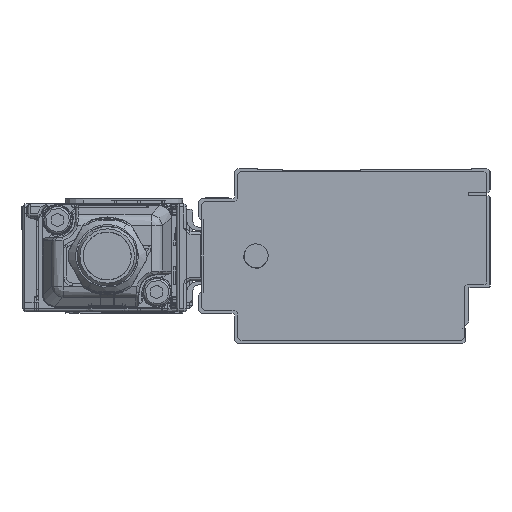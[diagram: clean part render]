
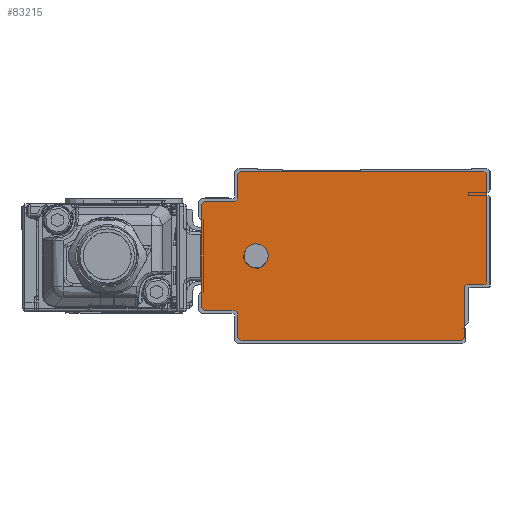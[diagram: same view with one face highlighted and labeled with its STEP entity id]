
A CAD part, left-side view. The second image highlights one B-rep face of the part: STEP entity #83215.
In plain terms, the highlighted planar face has unit normal (-1, 0, 0).
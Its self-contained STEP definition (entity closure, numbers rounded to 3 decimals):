
#80583=AXIS2_PLACEMENT_3D('Circle Axis2P3D',#80581,#80582,$) ;
#80621=AXIS2_PLACEMENT_3D('Circle Axis2P3D',#80619,#80620,$) ;
#80659=AXIS2_PLACEMENT_3D('Circle Axis2P3D',#80657,#80658,$) ;
#80697=AXIS2_PLACEMENT_3D('Circle Axis2P3D',#80695,#80696,$) ;
#83098=AXIS2_PLACEMENT_3D('Plane Axis2P3D',#83095,#83096,#83097) ;
#83102=AXIS2_PLACEMENT_3D('Circle Axis2P3D',#83100,#83101,$) ;
#83116=AXIS2_PLACEMENT_3D('Circle Axis2P3D',#83114,#83115,$) ;
#83130=AXIS2_PLACEMENT_3D('Circle Axis2P3D',#83128,#83129,$) ;
#83144=AXIS2_PLACEMENT_3D('Circle Axis2P3D',#83142,#83143,$) ;
#83158=AXIS2_PLACEMENT_3D('Circle Axis2P3D',#83156,#83157,$) ;
#83172=AXIS2_PLACEMENT_3D('Circle Axis2P3D',#83170,#83171,$) ;
#83199=AXIS2_PLACEMENT_3D('Circle Axis2P3D',#83197,#83198,$) ;
#83208=AXIS2_PLACEMENT_3D('Circle Axis2P3D',#83206,#83207,$) ;
#80539=CARTESIAN_POINT('Line Origine',(-2975.5,44.,14.5)) ;
#80543=CARTESIAN_POINT('Vertex',(-2975.5,44.,6.)) ;
#80545=CARTESIAN_POINT('Vertex',(-2975.5,44.,23.)) ;
#80581=CARTESIAN_POINT('Axis2P3D Location',(-2975.5,43.5,23.)) ;
#80585=CARTESIAN_POINT('Vertex',(-2975.5,43.5,23.5)) ;
#80600=CARTESIAN_POINT('Line Origine',(-2975.5,41.25,23.5)) ;
#80604=CARTESIAN_POINT('Vertex',(-2975.5,39.,23.5)) ;
#80619=CARTESIAN_POINT('Axis2P3D Location',(-2975.5,39.,24.5)) ;
#80623=CARTESIAN_POINT('Vertex',(-2975.5,38.,24.5)) ;
#80638=CARTESIAN_POINT('Line Origine',(-2975.5,38.,26.25)) ;
#80642=CARTESIAN_POINT('Vertex',(-2975.5,38.,28.)) ;
#80657=CARTESIAN_POINT('Axis2P3D Location',(-2975.5,37.5,28.)) ;
#80661=CARTESIAN_POINT('Vertex',(-2975.5,37.5,28.5)) ;
#80676=CARTESIAN_POINT('Line Origine',(-2975.5,17.25,28.5)) ;
#80680=CARTESIAN_POINT('Vertex',(-2975.5,-3.,28.5)) ;
#80695=CARTESIAN_POINT('Axis2P3D Location',(-2975.5,-3.,28.)) ;
#80699=CARTESIAN_POINT('Vertex',(-2975.5,-3.5,28.)) ;
#80714=CARTESIAN_POINT('Line Origine',(-2975.5,-3.5,19.1)) ;
#80718=CARTESIAN_POINT('Vertex',(-2975.5,-3.5,10.2)) ;
#83095=CARTESIAN_POINT('Axis2P3D Location',(-2975.5,0.,0.)) ;
#83100=CARTESIAN_POINT('Axis2P3D Location',(-2975.5,43.5,6.)) ;
#83104=CARTESIAN_POINT('Vertex',(-2975.5,43.5,5.5)) ;
#83107=CARTESIAN_POINT('Line Origine',(-2975.5,41.25,5.5)) ;
#83111=CARTESIAN_POINT('Vertex',(-2975.5,39.,5.5)) ;
#83114=CARTESIAN_POINT('Axis2P3D Location',(-2975.5,39.,4.5)) ;
#83118=CARTESIAN_POINT('Vertex',(-2975.5,38.,4.5)) ;
#83121=CARTESIAN_POINT('Line Origine',(-2975.5,38.,2.75)) ;
#83125=CARTESIAN_POINT('Vertex',(-2975.5,38.,1.)) ;
#83128=CARTESIAN_POINT('Axis2P3D Location',(-2975.5,37.5,1.)) ;
#83132=CARTESIAN_POINT('Vertex',(-2975.5,37.5,0.5)) ;
#83135=CARTESIAN_POINT('Line Origine',(-2975.5,19.15,0.5)) ;
#83139=CARTESIAN_POINT('Vertex',(-2975.5,0.8,0.5)) ;
#83142=CARTESIAN_POINT('Axis2P3D Location',(-2975.5,0.8,1.)) ;
#83146=CARTESIAN_POINT('Vertex',(-2975.5,0.3,1.)) ;
#83149=CARTESIAN_POINT('Line Origine',(-2975.5,0.3,5.1)) ;
#83153=CARTESIAN_POINT('Vertex',(-2975.5,0.3,9.2)) ;
#83156=CARTESIAN_POINT('Axis2P3D Location',(-2975.5,-0.2,9.2)) ;
#83160=CARTESIAN_POINT('Vertex',(-2975.5,-0.2,9.7)) ;
#83163=CARTESIAN_POINT('Line Origine',(-2975.5,-1.6,9.7)) ;
#83167=CARTESIAN_POINT('Vertex',(-2975.5,-3.,9.7)) ;
#83170=CARTESIAN_POINT('Axis2P3D Location',(-2975.5,-3.,10.2)) ;
#83197=CARTESIAN_POINT('Axis2P3D Location',(-2975.5,35.,14.5)) ;
#83201=CARTESIAN_POINT('Vertex',(-2975.5,33.186,13.509)) ;
#83203=CARTESIAN_POINT('Vertex',(-2975.5,36.814,15.491)) ;
#83206=CARTESIAN_POINT('Axis2P3D Location',(-2975.5,35.,14.5)) ;
#80540=DIRECTION('Vector Direction',(0.,0.,1.)) ;
#80582=DIRECTION('Axis2P3D Direction',(1.,0.,0.)) ;
#80601=DIRECTION('Vector Direction',(0.,1.,0.)) ;
#80620=DIRECTION('Axis2P3D Direction',(1.,0.,0.)) ;
#80639=DIRECTION('Vector Direction',(0.,0.,1.)) ;
#80658=DIRECTION('Axis2P3D Direction',(1.,0.,0.)) ;
#80677=DIRECTION('Vector Direction',(0.,1.,0.)) ;
#80696=DIRECTION('Axis2P3D Direction',(1.,0.,-0.)) ;
#80715=DIRECTION('Vector Direction',(0.,0.,-1.)) ;
#83096=DIRECTION('Axis2P3D Direction',(1.,0.,0.)) ;
#83097=DIRECTION('Axis2P3D XDirection',(0.,1.,0.)) ;
#83101=DIRECTION('Axis2P3D Direction',(1.,0.,0.)) ;
#83108=DIRECTION('Vector Direction',(0.,-1.,0.)) ;
#83115=DIRECTION('Axis2P3D Direction',(1.,0.,0.)) ;
#83122=DIRECTION('Vector Direction',(0.,0.,1.)) ;
#83129=DIRECTION('Axis2P3D Direction',(1.,0.,0.)) ;
#83136=DIRECTION('Vector Direction',(0.,-1.,0.)) ;
#83143=DIRECTION('Axis2P3D Direction',(1.,0.,0.)) ;
#83150=DIRECTION('Vector Direction',(0.,0.,-1.)) ;
#83157=DIRECTION('Axis2P3D Direction',(1.,0.,0.)) ;
#83164=DIRECTION('Vector Direction',(0.,1.,0.)) ;
#83171=DIRECTION('Axis2P3D Direction',(1.,0.,0.)) ;
#83198=DIRECTION('Axis2P3D Direction',(1.,0.,0.)) ;
#83207=DIRECTION('Axis2P3D Direction',(1.,0.,0.)) ;
#80541=VECTOR('Line Direction',#80540,1.) ;
#80602=VECTOR('Line Direction',#80601,1.) ;
#80640=VECTOR('Line Direction',#80639,1.) ;
#80678=VECTOR('Line Direction',#80677,1.) ;
#80716=VECTOR('Line Direction',#80715,1.) ;
#83109=VECTOR('Line Direction',#83108,1.) ;
#83123=VECTOR('Line Direction',#83122,1.) ;
#83137=VECTOR('Line Direction',#83136,1.) ;
#83151=VECTOR('Line Direction',#83150,1.) ;
#83165=VECTOR('Line Direction',#83164,1.) ;
#83176=ORIENTED_EDGE('',*,*,#80682,.F.) ;
#83177=ORIENTED_EDGE('',*,*,#80663,.F.) ;
#83178=ORIENTED_EDGE('',*,*,#80644,.F.) ;
#83179=ORIENTED_EDGE('',*,*,#80625,.F.) ;
#83180=ORIENTED_EDGE('',*,*,#80606,.F.) ;
#83181=ORIENTED_EDGE('',*,*,#80587,.F.) ;
#83182=ORIENTED_EDGE('',*,*,#80547,.F.) ;
#83183=ORIENTED_EDGE('',*,*,#83106,.F.) ;
#83184=ORIENTED_EDGE('',*,*,#83113,.F.) ;
#83185=ORIENTED_EDGE('',*,*,#83120,.F.) ;
#83186=ORIENTED_EDGE('',*,*,#83127,.F.) ;
#83187=ORIENTED_EDGE('',*,*,#83134,.F.) ;
#83188=ORIENTED_EDGE('',*,*,#83141,.F.) ;
#83189=ORIENTED_EDGE('',*,*,#83148,.F.) ;
#83190=ORIENTED_EDGE('',*,*,#83155,.F.) ;
#83191=ORIENTED_EDGE('',*,*,#83162,.F.) ;
#83192=ORIENTED_EDGE('',*,*,#83169,.F.) ;
#83193=ORIENTED_EDGE('',*,*,#83174,.F.) ;
#83194=ORIENTED_EDGE('',*,*,#80720,.F.) ;
#83195=ORIENTED_EDGE('',*,*,#80701,.F.) ;
#83212=ORIENTED_EDGE('',*,*,#83205,.T.) ;
#83213=ORIENTED_EDGE('',*,*,#83210,.T.) ;
#83214=FACE_BOUND('',#83211,.T.) ;
#83215=ADVANCED_FACE('\X2\FF8EFF9EFF83FF9EFF68FF70\X0\.2',(#83196,#83214),#83099,.F.) ;
#80584=CIRCLE('generated circle',#80583,0.5) ;
#80622=CIRCLE('generated circle',#80621,1.) ;
#80660=CIRCLE('generated circle',#80659,0.5) ;
#80698=CIRCLE('generated circle',#80697,0.5) ;
#83103=CIRCLE('generated circle',#83102,0.5) ;
#83117=CIRCLE('generated circle',#83116,1.) ;
#83131=CIRCLE('generated circle',#83130,0.5) ;
#83145=CIRCLE('generated circle',#83144,0.5) ;
#83159=CIRCLE('generated circle',#83158,0.5) ;
#83173=CIRCLE('generated circle',#83172,0.5) ;
#83200=CIRCLE('generated circle',#83199,2.067) ;
#83209=CIRCLE('generated circle',#83208,2.067) ;
#80547=EDGE_CURVE('',#80544,#80546,#80542,.T.) ;
#80587=EDGE_CURVE('',#80546,#80586,#80584,.T.) ;
#80606=EDGE_CURVE('',#80586,#80605,#80603,.F.) ;
#80625=EDGE_CURVE('',#80605,#80624,#80622,.F.) ;
#80644=EDGE_CURVE('',#80624,#80643,#80641,.T.) ;
#80663=EDGE_CURVE('',#80643,#80662,#80660,.T.) ;
#80682=EDGE_CURVE('',#80662,#80681,#80679,.F.) ;
#80701=EDGE_CURVE('',#80681,#80700,#80698,.T.) ;
#80720=EDGE_CURVE('',#80700,#80719,#80717,.T.) ;
#83106=EDGE_CURVE('',#83105,#80544,#83103,.T.) ;
#83113=EDGE_CURVE('',#83112,#83105,#83110,.F.) ;
#83120=EDGE_CURVE('',#83119,#83112,#83117,.F.) ;
#83127=EDGE_CURVE('',#83126,#83119,#83124,.T.) ;
#83134=EDGE_CURVE('',#83133,#83126,#83131,.T.) ;
#83141=EDGE_CURVE('',#83140,#83133,#83138,.F.) ;
#83148=EDGE_CURVE('',#83147,#83140,#83145,.T.) ;
#83155=EDGE_CURVE('',#83154,#83147,#83152,.T.) ;
#83162=EDGE_CURVE('',#83161,#83154,#83159,.F.) ;
#83169=EDGE_CURVE('',#83168,#83161,#83166,.T.) ;
#83174=EDGE_CURVE('',#80719,#83168,#83173,.T.) ;
#83205=EDGE_CURVE('',#83202,#83204,#83200,.T.) ;
#83210=EDGE_CURVE('',#83204,#83202,#83209,.T.) ;
#83175=EDGE_LOOP('',(#83176,#83177,#83178,#83179,#83180,#83181,#83182,#83183,#83184,#83185,#83186,#83187,#83188,#83189,#83190,#83191,#83192,#83193,#83194,#83195)) ;
#83211=EDGE_LOOP('',(#83212,#83213)) ;
#83196=FACE_OUTER_BOUND('',#83175,.T.) ;
#80542=LINE('Line',#80539,#80541) ;
#80603=LINE('Line',#80600,#80602) ;
#80641=LINE('Line',#80638,#80640) ;
#80679=LINE('Line',#80676,#80678) ;
#80717=LINE('Line',#80714,#80716) ;
#83110=LINE('Line',#83107,#83109) ;
#83124=LINE('Line',#83121,#83123) ;
#83138=LINE('Line',#83135,#83137) ;
#83152=LINE('Line',#83149,#83151) ;
#83166=LINE('Line',#83163,#83165) ;
#83099=PLANE('Plane',#83098) ;
#80544=VERTEX_POINT('',#80543) ;
#80546=VERTEX_POINT('',#80545) ;
#80586=VERTEX_POINT('',#80585) ;
#80605=VERTEX_POINT('',#80604) ;
#80624=VERTEX_POINT('',#80623) ;
#80643=VERTEX_POINT('',#80642) ;
#80662=VERTEX_POINT('',#80661) ;
#80681=VERTEX_POINT('',#80680) ;
#80700=VERTEX_POINT('',#80699) ;
#80719=VERTEX_POINT('',#80718) ;
#83105=VERTEX_POINT('',#83104) ;
#83112=VERTEX_POINT('',#83111) ;
#83119=VERTEX_POINT('',#83118) ;
#83126=VERTEX_POINT('',#83125) ;
#83133=VERTEX_POINT('',#83132) ;
#83140=VERTEX_POINT('',#83139) ;
#83147=VERTEX_POINT('',#83146) ;
#83154=VERTEX_POINT('',#83153) ;
#83161=VERTEX_POINT('',#83160) ;
#83168=VERTEX_POINT('',#83167) ;
#83202=VERTEX_POINT('',#83201) ;
#83204=VERTEX_POINT('',#83203) ;
